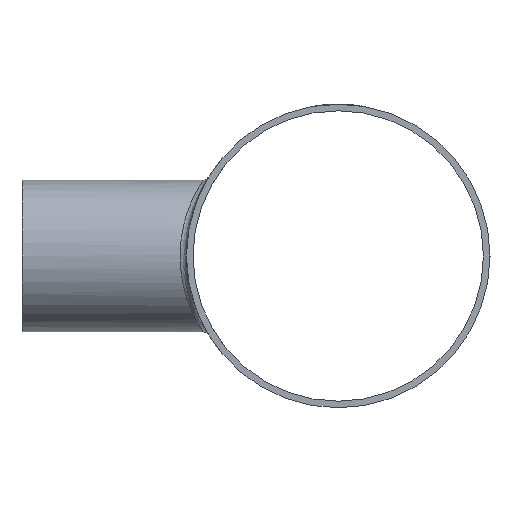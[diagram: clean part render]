
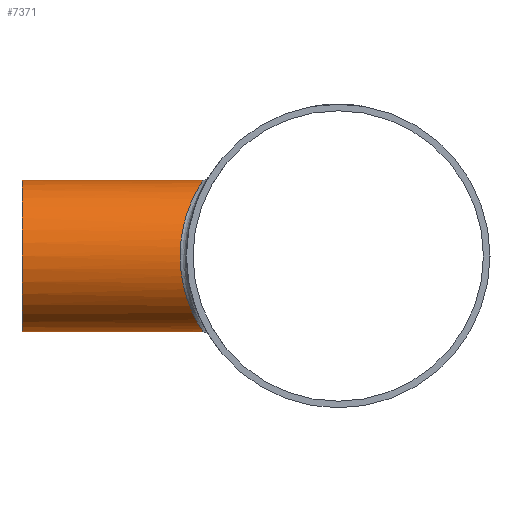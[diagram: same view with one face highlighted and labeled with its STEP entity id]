
A CAD part, left-side view. The second image highlights one B-rep face of the part: STEP entity #7371.
In plain terms, the highlighted cylindrical face has radius 19.05 mm (diameter 38.1 mm), a full revolution.
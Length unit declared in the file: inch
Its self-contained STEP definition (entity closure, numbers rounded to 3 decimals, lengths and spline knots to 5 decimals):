
#137=FACE_BOUND('',#1345,.T.);
#907=FACE_OUTER_BOUND('',#1344,.T.);
#1344=EDGE_LOOP('',(#6890));
#1345=EDGE_LOOP('',(#6891));
#2541=CIRCLE('',#7808,0.75);
#2896=B_SPLINE_CURVE_WITH_KNOTS('',3,(#16005,#16006,#16007,#16008,#16009,
#16010,#16011,#16012,#16013,#16014,#16015,#16016,#16017,#16018,#16019,#16020,
#16021,#16022,#16023,#16024,#16025,#16026,#16027,#16028,#16029),
 .UNSPECIFIED.,.T.,.F.,(4,1,1,1,1,1,1,1,1,1,1,1,1,1,1,1,1,1,1,3,4),(0.00001,
0.41844,0.83687,1.67375,2.23166,2.78958,
3.34749,4.46332,5.02124,5.57915,6.13707,
6.69499,6.97394,7.2529,8.36873,9.2056,
10.04248,10.87935,11.29779,11.71622,11.71623),
 .UNSPECIFIED.);
#3623=VERTEX_POINT('',#16003);
#3624=VERTEX_POINT('',#16031);
#4716=EDGE_CURVE('',#3623,#3623,#2896,.T.);
#4717=EDGE_CURVE('',#3624,#3624,#2541,.T.);
#6890=ORIENTED_EDGE('',*,*,#4717,.T.);
#6891=ORIENTED_EDGE('',*,*,#4716,.F.);
#6943=CYLINDRICAL_SURFACE('',#7807,0.75);
#7371=ADVANCED_FACE('',(#907,#137),#6943,.T.);
#7807=AXIS2_PLACEMENT_3D('',#16030,#9203,#9204);
#7808=AXIS2_PLACEMENT_3D('',#16032,#9205,#9206);
#9203=DIRECTION('center_axis',(0.,-1.,0.));
#9204=DIRECTION('ref_axis',(1.,0.,0.));
#9205=DIRECTION('center_axis',(0.,-1.,0.));
#9206=DIRECTION('ref_axis',(1.,0.,0.));
#16003=CARTESIAN_POINT('',(0.,1.33463,0.75));
#16005=CARTESIAN_POINT('Ctrl Pts',(0.,1.33463,
0.75));
#16006=CARTESIAN_POINT('Ctrl Pts',(-0.05717,1.33463,0.75));
#16007=CARTESIAN_POINT('Ctrl Pts',(-0.17154,1.34347,0.73682));
#16008=CARTESIAN_POINT('Ctrl Pts',(-0.3846,1.391,
0.66066));
#16009=CARTESIAN_POINT('Ctrl Pts',(-0.57422,1.46945,
0.50886));
#16010=CARTESIAN_POINT('Ctrl Pts',(-0.70695,1.53818,
0.2825));
#16011=CARTESIAN_POINT('Ctrl Pts',(-0.75964,1.56789,
0.05854));
#16012=CARTESIAN_POINT('Ctrl Pts',(-0.73566,1.55463,
-0.25094));
#16013=CARTESIAN_POINT('Ctrl Pts',(-0.5783,1.4672,
-0.51639));
#16014=CARTESIAN_POINT('Ctrl Pts',(-0.33392,1.37731,-0.68369));
#16015=CARTESIAN_POINT('Ctrl Pts',(-0.11628,1.33293,
-0.75291));
#16016=CARTESIAN_POINT('Ctrl Pts',(0.11631,1.33275,-0.75276));
#16017=CARTESIAN_POINT('Ctrl Pts',(0.29758,1.37003,-0.69549));
#16018=CARTESIAN_POINT('Ctrl Pts',(0.42561,1.41096,-0.62076));
#16019=CARTESIAN_POINT('Ctrl Pts',(0.59772,1.4781,-0.48356));
#16020=CARTESIAN_POINT('Ctrl Pts',(0.75601,1.56598,-0.21742));
#16021=CARTESIAN_POINT('Ctrl Pts',(0.75624,1.56575,0.17777));
#16022=CARTESIAN_POINT('Ctrl Pts',(0.60306,1.4815,0.48566));
#16023=CARTESIAN_POINT('Ctrl Pts',(0.38473,1.39102,0.66061));
#16024=CARTESIAN_POINT('Ctrl Pts',(0.17149,1.34347,0.73683));
#16025=CARTESIAN_POINT('Ctrl Pts',(0.05717,1.33463,
0.75));
#16026=CARTESIAN_POINT('Ctrl Pts',(0.,1.33463,
0.75));
#16027=CARTESIAN_POINT('Ctrl Pts',(0.,1.33463,
0.75));
#16028=CARTESIAN_POINT('Ctrl Pts',(0.,1.33463,
0.75));
#16029=CARTESIAN_POINT('Ctrl Pts',(0.,1.33463,
0.75));
#16030=CARTESIAN_POINT('Origin',(0.,3.125,0.));
#16031=CARTESIAN_POINT('',(-0.75,3.125,0.));
#16032=CARTESIAN_POINT('Origin',(0.,3.125,0.));
